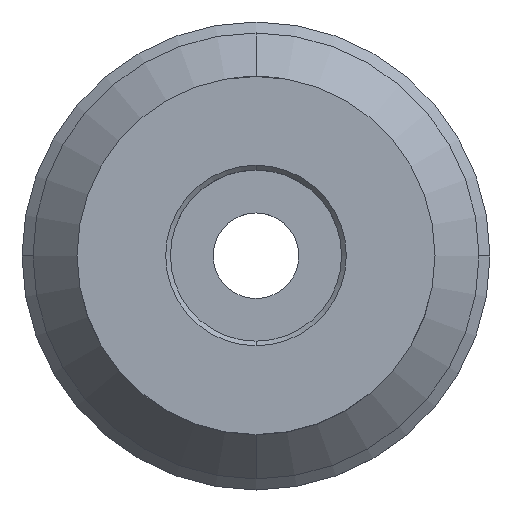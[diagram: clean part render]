
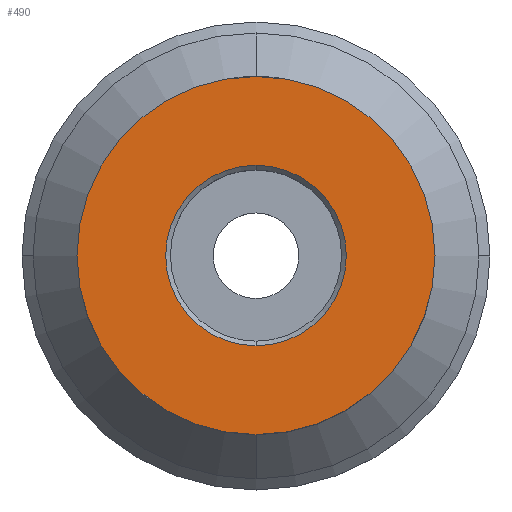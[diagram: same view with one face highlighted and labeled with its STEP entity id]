
A CAD part, top view. The second image highlights one B-rep face of the part: STEP entity #490.
In plain terms, the highlighted planar face has unit normal (0, 0, 1).
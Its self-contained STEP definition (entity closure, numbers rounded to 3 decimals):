
#290=VERTEX_POINT('',#796);
#340=VERTEX_POINT('',#850);
#362=EDGE_CURVE('',#290,#340,#876,.T.);
#426=EDGE_CURVE('',#340,#290,#948,.T.);
#442=VERTEX_POINT('',#965);
#470=EDGE_CURVE('',#442,#536,#996,.T.);
#490=ADVANCED_FACE('',(#1016,#1017),#1018,.T.);
#536=VERTEX_POINT('',#1072);
#670=EDGE_CURVE('',#536,#442,#1224,.T.);
#796=CARTESIAN_POINT('',(0.,-11.6,0.0));
#850=CARTESIAN_POINT('',(0.0,11.6,0.0));
#876=CIRCLE('',#1540,11.6);
#948=CIRCLE('',#1644,11.6);
#965=CARTESIAN_POINT('',(0.0,23.0,0.0));
#996=CIRCLE('',#1776,23.0);
#1016=FACE_BOUND('',#1805,.T.);
#1017=FACE_OUTER_BOUND('',#1806,.T.);
#1018=PLANE('',#1807);
#1072=CARTESIAN_POINT('',(0.,-23.0,0.0));
#1224=CIRCLE('',#2169,23.0);
#1540=AXIS2_PLACEMENT_3D('',#2547,#2548,#2549);
#1644=AXIS2_PLACEMENT_3D('',#2640,#2641,#2642);
#1776=AXIS2_PLACEMENT_3D('',#2683,#2684,#2685);
#1805=EDGE_LOOP('',(#2699,#2700));
#1806=EDGE_LOOP('',(#2701,#2702));
#1807=AXIS2_PLACEMENT_3D('',#2703,#2704,#2705);
#2169=AXIS2_PLACEMENT_3D('',#2956,#2957,#2958);
#2547=CARTESIAN_POINT('',(0.0,0.0,0.0));
#2548=DIRECTION('',(-0.0,0.0,-1.0));
#2549=DIRECTION('',(0.0,1.0,0.0));
#2640=CARTESIAN_POINT('',(0.0,0.0,0.0));
#2641=DIRECTION('',(-0.0,0.0,-1.0));
#2642=DIRECTION('',(0.0,1.0,0.0));
#2683=CARTESIAN_POINT('',(0.0,0.0,0.0));
#2684=DIRECTION('',(0.0,0.0,-1.0));
#2685=DIRECTION('',(0.0,1.0,0.0));
#2699=ORIENTED_EDGE('',*,*,#426,.T.);
#2700=ORIENTED_EDGE('',*,*,#362,.T.);
#2701=ORIENTED_EDGE('',*,*,#470,.F.);
#2702=ORIENTED_EDGE('',*,*,#670,.F.);
#2703=CARTESIAN_POINT('',(0.0,11.5,0.0));
#2704=DIRECTION('',(-0.0,0.0,1.0));
#2705=DIRECTION('',(0.0,-1.0,0.0));
#2956=CARTESIAN_POINT('',(0.0,0.0,0.0));
#2957=DIRECTION('',(0.0,0.0,-1.0));
#2958=DIRECTION('',(0.0,1.0,0.0));
